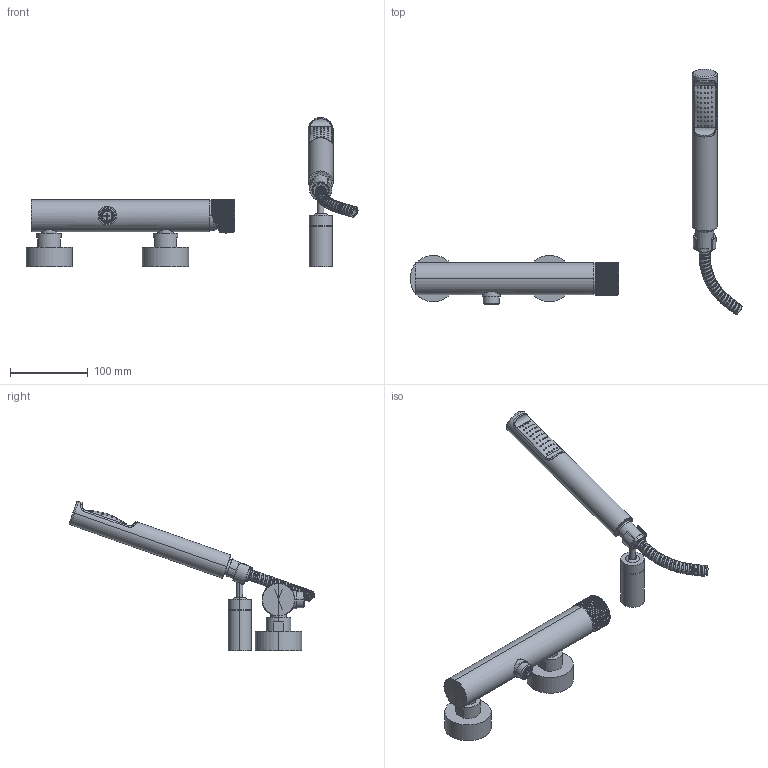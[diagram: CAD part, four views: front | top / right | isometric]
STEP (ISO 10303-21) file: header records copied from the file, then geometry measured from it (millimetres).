
FILE_DESCRIPTION((''),'2;1');
FILE_NAME('JO168DCR','2021-02-02T15:08:31',('ut3'),('PAFFONI SpA'),'CREO PARAMETRIC BY PTC INC, 2020044','CREO PARAMETRIC BY PTC INC, 2020044','');
FILE_SCHEMA(('CONFIG_CONTROL_DESIGN','SHAPE_APPEARANCE_LAYERS_GROUPS'));
Length unit declared in the file: millimetre
Products named in the file (1): JO168DCR
Bounding box: 427.94 x 316.35 x 192.55 mm (x, y, z)
Volume: 468454.2 mm3; surface area: 182439 mm2
Topology: 3 solids, 3 shells, 1344 faces, 3565 edges, 2245 vertices
Faces by surface type: plane 633, cylinder 445, torus 110, cone 69, bspline 65, sphere 22
Entity records: 86702 total; most frequent: CARTESIAN_POINT 40808, ORIENTED_EDGE 7078, DIRECTION 6581, EDGE_CURVE 3539, AXIS2_PLACEMENT_3D 2427, VERTEX_POINT 2244, FILL_AREA_STYLE_COLOUR 2055, FILL_AREA_STYLE 2055
